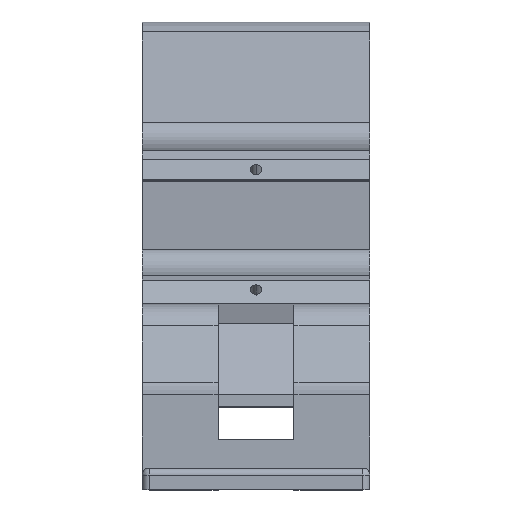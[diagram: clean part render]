
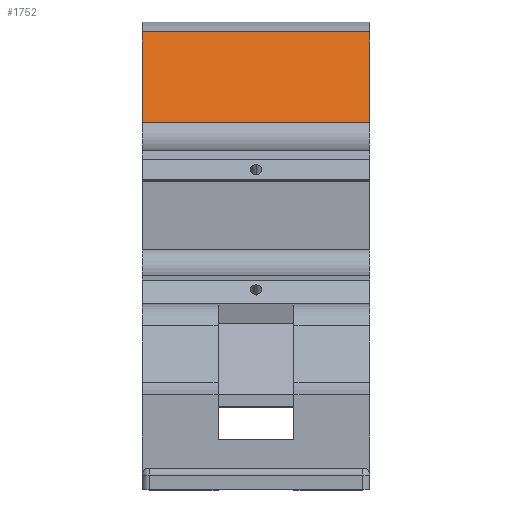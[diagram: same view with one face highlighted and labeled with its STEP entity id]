
A CAD part, top view. The second image highlights one B-rep face of the part: STEP entity #1752.
In plain terms, the highlighted planar face has unit normal (0, 0.866, 0.5).
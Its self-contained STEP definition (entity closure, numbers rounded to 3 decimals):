
#606 = ORIENTED_EDGE ( 'NONE', *, *, #11904, .T. ) ;
#772 = CARTESIAN_POINT ( 'NONE',  ( -59.682, 44.707, -99.65 ) ) ;
#1139 = DIRECTION ( 'NONE',  ( 1., 0., 0. ) ) ;
#1202 = LINE ( 'NONE', #3988, #2708 ) ;
#1752 = ADVANCED_FACE ( 'NONE', ( #7498 ), #4647, .T. ) ;
#1986 = ORIENTED_EDGE ( 'NONE', *, *, #11556, .F. ) ;
#2081 = VECTOR ( 'NONE', #6666, 1000. ) ;
#2354 = AXIS2_PLACEMENT_3D ( 'NONE', #3577, #5658, #11362 ) ;
#2393 = VERTEX_POINT ( 'NONE', #3231 ) ;
#2708 = VECTOR ( 'NONE', #1139, 1000. ) ;
#2826 = CARTESIAN_POINT ( 'NONE',  ( -15.875, 32.115, -77.84 ) ) ;
#3231 = CARTESIAN_POINT ( 'NONE',  ( -15.875, 44.707, -99.65 ) ) ;
#3431 = VERTEX_POINT ( 'NONE', #4830 ) ;
#3577 = CARTESIAN_POINT ( 'NONE',  ( -59.682, 32.115, -77.84 ) ) ;
#3605 = CARTESIAN_POINT ( 'NONE',  ( -15.875, 32.115, -77.84 ) ) ;
#3988 = CARTESIAN_POINT ( 'NONE',  ( -59.682, 32.115, -77.84 ) ) ;
#4432 = VERTEX_POINT ( 'NONE', #3605 ) ;
#4647 = PLANE ( 'NONE',  #2354 ) ;
#4725 = VECTOR ( 'NONE', #9551, 1000. ) ;
#4830 = CARTESIAN_POINT ( 'NONE',  ( 15.875, 32.115, -77.84 ) ) ;
#4856 = EDGE_CURVE ( 'NONE', #2393, #4432, #7500, .T. ) ;
#5658 = DIRECTION ( 'NONE',  ( 0., 0.866, 0.5 ) ) ;
#6666 = DIRECTION ( 'NONE',  ( 0., -0.5, 0.866 ) ) ;
#7498 = FACE_OUTER_BOUND ( 'NONE', #8726, .T. ) ;
#7500 = LINE ( 'NONE', #2826, #2081 ) ;
#8392 = CARTESIAN_POINT ( 'NONE',  ( 15.875, 32.115, -77.84 ) ) ;
#8452 = LINE ( 'NONE', #8392, #4725 ) ;
#8726 = EDGE_LOOP ( 'NONE', ( #11532, #11288, #606, #1986 ) ) ;
#8743 = DIRECTION ( 'NONE',  ( 1., 0., 0. ) ) ;
#9449 = LINE ( 'NONE', #772, #10383 ) ;
#9551 = DIRECTION ( 'NONE',  ( 0., -0.5, 0.866 ) ) ;
#10283 = CARTESIAN_POINT ( 'NONE',  ( 15.875, 44.707, -99.65 ) ) ;
#10383 = VECTOR ( 'NONE', #8743, 1000. ) ;
#10821 = VERTEX_POINT ( 'NONE', #10283 ) ;
#11288 = ORIENTED_EDGE ( 'NONE', *, *, #4856, .T. ) ;
#11362 = DIRECTION ( 'NONE',  ( 0., -0.5, 0.866 ) ) ;
#11409 = EDGE_CURVE ( 'NONE', #2393, #10821, #9449, .T. ) ;
#11532 = ORIENTED_EDGE ( 'NONE', *, *, #11409, .F. ) ;
#11556 = EDGE_CURVE ( 'NONE', #10821, #3431, #8452, .T. ) ;
#11904 = EDGE_CURVE ( 'NONE', #4432, #3431, #1202, .T. ) ;
